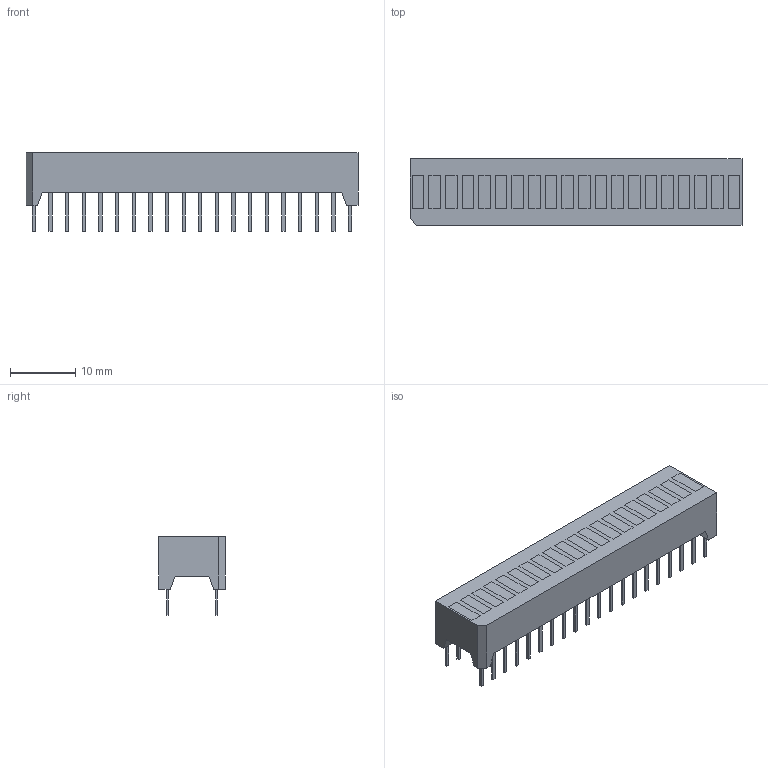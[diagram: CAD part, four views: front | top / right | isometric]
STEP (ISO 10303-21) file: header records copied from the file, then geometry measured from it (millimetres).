
FILE_DESCRIPTION(('Open CASCADE Model'),'2;1');
FILE_NAME('Open CASCADE Shape Model','2021-03-28T15:31:13',('Author'),( 'Open CASCADE'),'Open CASCADE STEP processor 7.5','Open CASCADE 7.5' ,'Unknown');
FILE_SCHEMA(('AUTOMOTIVE_DESIGN { 1 0 10303 214 1 1 1 1 }'));
Length unit declared in the file: millimetre
Products named in the file (87): CQ assembly; dbb05546-8fc9-11eb-b979-8c1645fe51f1; dbb05546-8fc9-11eb-b979-8c1645fe51f1_part; dbe73e3a-8fc9-11eb-b979-8c1645fe51f1; dbe73e3a-8fc9-11eb-b979-8c1645fe51f1_part; dbec1842-8fc9-11eb-b979-8c1645fe51f1; dbec1842-8fc9-11eb-b979-8c1645fe51f1_part; dbf7ca2a-8fc9-11eb-b979-8c1645fe51f1; dbf7ca2a-8fc9-11eb-b979-8c1645fe51f1_part; dc02e928-8fc9-11eb-b979-8c1645fe51f1; dc02e928-8fc9-11eb-b979-8c1645fe51f1_part; dc0eb42e-8fc9-11eb-b979-8c1645fe51f1; dc0eb42e-8fc9-11eb-b979-8c1645fe51f1_part; dc1a610c-8fc9-11eb-b979-8c1645fe51f1; dc1a610c-8fc9-11eb-b979-8c1645fe51f1_part; dc26386a-8fc9-11eb-b979-8c1645fe51f1; dc26386a-8fc9-11eb-b979-8c1645fe51f1_part; dc31b8c0-8fc9-11eb-b979-8c1645fe51f1; dc31b8c0-8fc9-11eb-b979-8c1645fe51f1_part; dc3d4f32-8fc9-11eb-b979-8c1645fe51f1; dc3d4f32-8fc9-11eb-b979-8c1645fe51f1_part; dc49d202-8fc9-11eb-b979-8c1645fe51f1; dc49d202-8fc9-11eb-b979-8c1645fe51f1_part; dc57cbbe-8fc9-11eb-b979-8c1645fe51f1; dc57cbbe-8fc9-11eb-b979-8c1645fe51f1_part; dc652a34-8fc9-11eb-b979-8c1645fe51f1; dc652a34-8fc9-11eb-b979-8c1645fe51f1_part; dc72f11e-8fc9-11eb-b979-8c1645fe51f1; dc72f11e-8fc9-11eb-b979-8c1645fe51f1_part; dc7fd546-8fc9-11eb-b979-8c1645fe51f1; dc7fd546-8fc9-11eb-b979-8c1645fe51f1_part; dc8c691e-8fc9-11eb-b979-8c1645fe51f1; dc8c691e-8fc9-11eb-b979-8c1645fe51f1_part; dc99401c-8fc9-11eb-b979-8c1645fe51f1; dc99401c-8fc9-11eb-b979-8c1645fe51f1_part; dca56392-8fc9-11eb-b979-8c1645fe51f1; dca56392-8fc9-11eb-b979-8c1645fe51f1_part; dcb17e70-8fc9-11eb-b979-8c1645fe51f1; dcb17e70-8fc9-11eb-b979-8c1645fe51f1_part; dcbcec60-8fc9-11eb-b979-8c1645fe51f1 ...
Assembly tree (86 placements, depth 4):
  CQ assembly
    dbb05546-8fc9-11eb-b979-8c1645fe51f1
      dbb05546-8fc9-11eb-b979-8c1645fe51f1_part
      dbe73e3a-8fc9-11eb-b979-8c1645fe51f1
        dbe73e3a-8fc9-11eb-b979-8c1645fe51f1_part
      dbec1842-8fc9-11eb-b979-8c1645fe51f1
        dbec1842-8fc9-11eb-b979-8c1645fe51f1_part
      dbf7ca2a-8fc9-11eb-b979-8c1645fe51f1
        dbf7ca2a-8fc9-11eb-b979-8c1645fe51f1_part
      dc02e928-8fc9-11eb-b979-8c1645fe51f1
        dc02e928-8fc9-11eb-b979-8c1645fe51f1_part
      dc0eb42e-8fc9-11eb-b979-8c1645fe51f1
        dc0eb42e-8fc9-11eb-b979-8c1645fe51f1_part
      dc1a610c-8fc9-11eb-b979-8c1645fe51f1
        dc1a610c-8fc9-11eb-b979-8c1645fe51f1_part
      dc26386a-8fc9-11eb-b979-8c1645fe51f1
        dc26386a-8fc9-11eb-b979-8c1645fe51f1_part
      dc31b8c0-8fc9-11eb-b979-8c1645fe51f1
        dc31b8c0-8fc9-11eb-b979-8c1645fe51f1_part
      dc3d4f32-8fc9-11eb-b979-8c1645fe51f1
        dc3d4f32-8fc9-11eb-b979-8c1645fe51f1_part
      dc49d202-8fc9-11eb-b979-8c1645fe51f1
        dc49d202-8fc9-11eb-b979-8c1645fe51f1_part
      dc57cbbe-8fc9-11eb-b979-8c1645fe51f1
        dc57cbbe-8fc9-11eb-b979-8c1645fe51f1_part
      dc652a34-8fc9-11eb-b979-8c1645fe51f1
        dc652a34-8fc9-11eb-b979-8c1645fe51f1_part
      dc72f11e-8fc9-11eb-b979-8c1645fe51f1
        dc72f11e-8fc9-11eb-b979-8c1645fe51f1_part
      dc7fd546-8fc9-11eb-b979-8c1645fe51f1
        dc7fd546-8fc9-11eb-b979-8c1645fe51f1_part
      dc8c691e-8fc9-11eb-b979-8c1645fe51f1
        dc8c691e-8fc9-11eb-b979-8c1645fe51f1_part
      dc99401c-8fc9-11eb-b979-8c1645fe51f1
        dc99401c-8fc9-11eb-b979-8c1645fe51f1_part
      dca56392-8fc9-11eb-b979-8c1645fe51f1
        dca56392-8fc9-11eb-b979-8c1645fe51f1_part
      dcb17e70-8fc9-11eb-b979-8c1645fe51f1
        dcb17e70-8fc9-11eb-b979-8c1645fe51f1_part
      dcbcec60-8fc9-11eb-b979-8c1645fe51f1
        dcbcec60-8fc9-11eb-b979-8c1645fe51f1_part
      dcc72c7a-8fc9-11eb-b979-8c1645fe51f1
        dcc72c7a-8fc9-11eb-b979-8c1645fe51f1_part
      dcd17798-8fc9-11eb-b979-8c1645fe51f1
        dcd17798-8fc9-11eb-b979-8c1645fe51f1_part
      dcde7c7c-8fc9-11eb-b979-8c1645fe51f1
        dcde7c7c-8fc9-11eb-b979-8c1645fe51f1_part
      dcea3daa-8fc9-11eb-b979-8c1645fe51f1
        dcea3daa-8fc9-11eb-b979-8c1645fe51f1_part
      dcf64870-8fc9-11eb-b979-8c1645fe51f1
        dcf64870-8fc9-11eb-b979-8c1645fe51f1_part
      dd01f800-8fc9-11eb-b979-8c1645fe51f1
        dd01f800-8fc9-11eb-b979-8c1645fe51f1_part
      dd0e195a-8fc9-11eb-b979-8c1645fe51f1
        dd0e195a-8fc9-11eb-b979-8c1645fe51f1_part
      dd19154e-8fc9-11eb-b979-8c1645fe51f1
        dd19154e-8fc9-11eb-b979-8c1645fe51f1_part
      dd23c642-8fc9-11eb-b979-8c1645fe51f1
        dd23c642-8fc9-11eb-b979-8c1645fe51f1_part
      dd2e83a2-8fc9-11eb-b979-8c1645fe51f1
Bounding box: 50.7 x 10.16 x 12 mm (x, y, z)
Volume: 3158.2 mm3; surface area: 4250.5 mm2
Topology: 61 solids, 61 shells, 479 faces, 1011 edges, 674 vertices
Faces by surface type: plane 479
Entity records: 27638 total; most frequent: CARTESIAN_POINT 4273, DIRECTION 4165, LINE 3033, VECTOR 3033, ORIENTED_EDGE 2022, PCURVE 2022, DEFINITIONAL_REPRESENTATION 2022, EDGE_CURVE 1011
